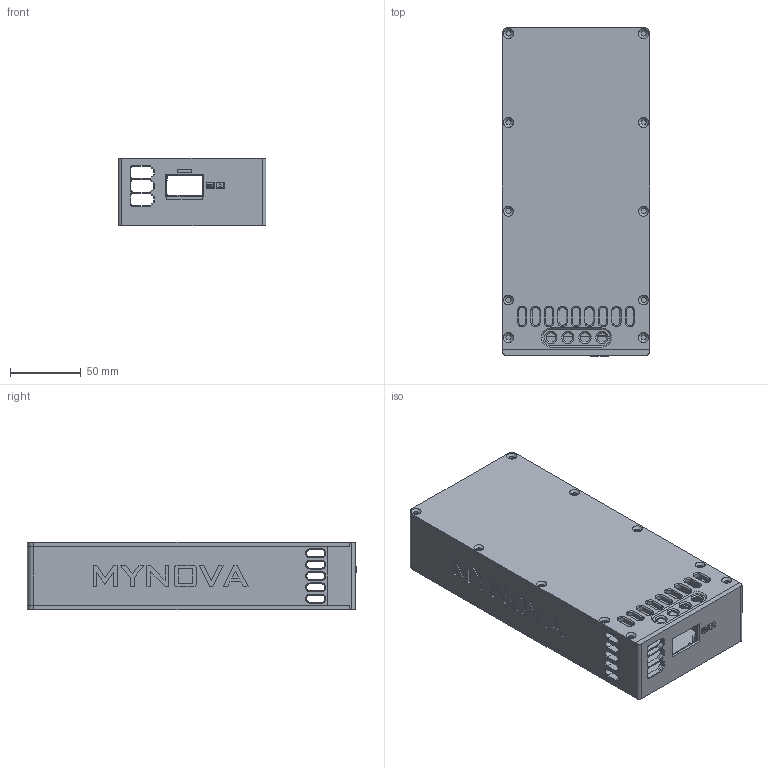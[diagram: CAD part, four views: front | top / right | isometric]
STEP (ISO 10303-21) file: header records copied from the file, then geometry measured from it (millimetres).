
FILE_DESCRIPTION(/* description */ (''),/* implementation_level */ '2;1');
FILE_NAME(/* name */ 'MYNOVA-POWER v25.step',/* time_stamp */ '2024-08-03T20:58:52+08:00',/* author */ (''),/* organization */ (''),/* preprocessor_version */ 'ST-DEVELOPER v20',/* originating_system */ 'Autodesk Translation Framework v13.14.0.145',/* authorisation */ '');
FILE_SCHEMA (('AUTOMOTIVE_DESIGN { 1 0 10303 214 3 1 1 }'));
Length unit declared in the file: millimetre
Products named in the file (1): MYNOVA-POWER
Bounding box: 104 x 232 x 47.5 mm (x, y, z)
Volume: 259802.3 mm3; surface area: 173429.1 mm2
Topology: 7 solids, 7 shells, 1161 faces, 2898 edges, 1843 vertices
Faces by surface type: plane 693, cylinder 292, cone 124, bspline 44, torus 8
Full cylindrical faces by diameter (mm): 2 x4, 2.85 x4, 3.2 x4, 3.8 x20, 4.1 x20, 6.6 x4
Entity records: 34839 total; most frequent: CARTESIAN_POINT 6651, ORIENTED_EDGE 5796, DIRECTION 5750, EDGE_CURVE 2898, LINE 2106, VECTOR 2106, VERTEX_POINT 1843, AXIS2_PLACEMENT_3D 1822
